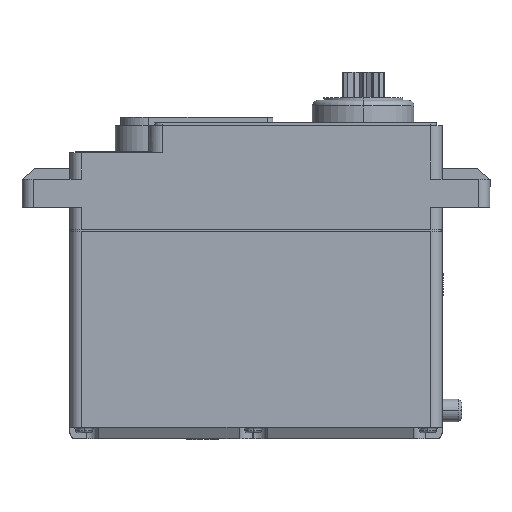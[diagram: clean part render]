
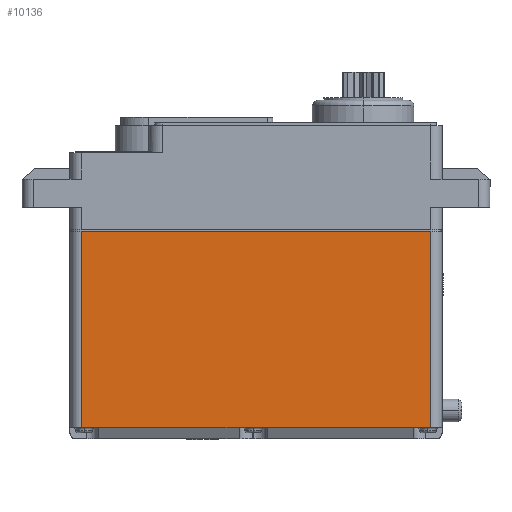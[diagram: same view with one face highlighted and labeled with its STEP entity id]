
A CAD part, top view. The second image highlights one B-rep face of the part: STEP entity #10136.
In plain terms, the highlighted planar face has unit normal (0, 0, 1).
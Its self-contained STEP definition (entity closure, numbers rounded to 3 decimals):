
#207 = ORIENTED_EDGE ( 'NONE', *, *, #10769, .T. ) ;
#208 = ORIENTED_EDGE ( 'NONE', *, *, #10770, .T. ) ;
#209 = ORIENTED_EDGE ( 'NONE', *, *, #10771, .F. ) ;
#210 = ORIENTED_EDGE ( 'NONE', *, *, #10772, .T. ) ;
#211 = ORIENTED_EDGE ( 'NONE', *, *, #10773, .F. ) ;
#212 = ORIENTED_EDGE ( 'NONE', *, *, #10774, .T. ) ;
#213 = ORIENTED_EDGE ( 'NONE', *, *, #10775, .F. ) ;
#214 = ORIENTED_EDGE ( 'NONE', *, *, #10776, .T. ) ;
#2029 = EDGE_LOOP ( 'NONE', ( #207, #208, #209, #210, #211, #212, #213, #214 ) ) ;
#2267 = VERTEX_POINT ( 'NONE', #6800 ) ;
#2269 = VERTEX_POINT ( 'NONE', #6802 ) ;
#2270 = VERTEX_POINT ( 'NONE', #6803 ) ;
#2271 = VERTEX_POINT ( 'NONE', #6804 ) ;
#2272 = VERTEX_POINT ( 'NONE', #6805 ) ;
#2273 = VERTEX_POINT ( 'NONE', #6806 ) ;
#2274 = VERTEX_POINT ( 'NONE', #6807 ) ;
#2276 = VERTEX_POINT ( 'NONE', #6809 ) ;
#6800 = CARTESIAN_POINT ( 'NONE',  ( 31., -4.2, 14.75 ) ) ;
#6802 = CARTESIAN_POINT ( 'NONE',  ( -31., -4.2, 14.75 ) ) ;
#6803 = CARTESIAN_POINT ( 'NONE',  ( 2., -39., 14.75 ) ) ;
#6804 = CARTESIAN_POINT ( 'NONE',  ( -28., -39., 14.75 ) ) ;
#6805 = CARTESIAN_POINT ( 'NONE',  ( -31., -39., 14.75 ) ) ;
#6806 = CARTESIAN_POINT ( 'NONE',  ( 31., -39., 14.75 ) ) ;
#6807 = CARTESIAN_POINT ( 'NONE',  ( -3., -39., 14.75 ) ) ;
#6809 = CARTESIAN_POINT ( 'NONE',  ( 28., -39., 14.75 ) ) ;
#9692 = PLANE ( 'NONE',  #10998 ) ;
#9694 = CARTESIAN_POINT ( 'NONE',  ( -39.5, 5., 14.75 ) ) ;
#9699 = DIRECTION ( 'NONE',  ( 0., 0., -1. ) ) ;
#9700 = DIRECTION ( 'NONE',  ( -1., 0., 0. ) ) ;
#10136 = ADVANCED_FACE ( 'NONE', ( #11355 ), #9692, .F. ) ;
#10769 = EDGE_CURVE ( 'NONE', #2267, #2269, #15321, .T. ) ;
#10770 = EDGE_CURVE ( 'NONE', #2269, #2272, #15307, .T. ) ;
#10771 = EDGE_CURVE ( 'NONE', #2271, #2272, #15325, .T. ) ;
#10772 = EDGE_CURVE ( 'NONE', #2271, #2274, #15327, .T. ) ;
#10773 = EDGE_CURVE ( 'NONE', #2270, #2274, #15329, .T. ) ;
#10774 = EDGE_CURVE ( 'NONE', #2270, #2276, #15331, .T. ) ;
#10775 = EDGE_CURVE ( 'NONE', #2273, #2276, #15333, .T. ) ;
#10776 = EDGE_CURVE ( 'NONE', #2273, #2267, #15335, .T. ) ;
#10998 = AXIS2_PLACEMENT_3D ( 'NONE', #9694, #9699, #9700 ) ;
#11355 = FACE_OUTER_BOUND ( 'NONE', #2029, .T. ) ;
#15307 = LINE ( 'NONE', #15790, #15326 ) ;
#15321 = LINE ( 'NONE', #15821, #15324 ) ;
#15324 = VECTOR ( 'NONE', #15822, 1000. ) ;
#15325 = LINE ( 'NONE', #15824, #15328 ) ;
#15326 = VECTOR ( 'NONE', #15823, 1000. ) ;
#15327 = LINE ( 'NONE', #15826, #15330 ) ;
#15328 = VECTOR ( 'NONE', #15825, 1000. ) ;
#15329 = LINE ( 'NONE', #15828, #15332 ) ;
#15330 = VECTOR ( 'NONE', #15827, 1000. ) ;
#15331 = LINE ( 'NONE', #15830, #15334 ) ;
#15332 = VECTOR ( 'NONE', #15829, 1000. ) ;
#15333 = LINE ( 'NONE', #15832, #15336 ) ;
#15334 = VECTOR ( 'NONE', #15831, 1000. ) ;
#15335 = LINE ( 'NONE', #15834, #15338 ) ;
#15336 = VECTOR ( 'NONE', #15833, 1000. ) ;
#15338 = VECTOR ( 'NONE', #15835, 1000. ) ;
#15790 = CARTESIAN_POINT ( 'NONE',  ( -31., 5., 14.75 ) ) ;
#15821 = CARTESIAN_POINT ( 'NONE',  ( 31., -4.2, 14.75 ) ) ;
#15822 = DIRECTION ( 'NONE',  ( -1., 0., 0. ) ) ;
#15823 = DIRECTION ( 'NONE',  ( 0., -1., 0. ) ) ;
#15824 = CARTESIAN_POINT ( 'NONE',  ( -33., -39., 14.75 ) ) ;
#15825 = DIRECTION ( 'NONE',  ( -1., 0., 0. ) ) ;
#15826 = CARTESIAN_POINT ( 'NONE',  ( -3., -39., 14.75 ) ) ;
#15827 = DIRECTION ( 'NONE',  ( 1., 0., 0. ) ) ;
#15828 = CARTESIAN_POINT ( 'NONE',  ( 2., -39., 14.75 ) ) ;
#15829 = DIRECTION ( 'NONE',  ( -1., 0., 0. ) ) ;
#15830 = CARTESIAN_POINT ( 'NONE',  ( 28., -39., 14.75 ) ) ;
#15831 = DIRECTION ( 'NONE',  ( 1., 0., 0. ) ) ;
#15832 = CARTESIAN_POINT ( 'NONE',  ( 33., -39., 14.75 ) ) ;
#15833 = DIRECTION ( 'NONE',  ( -1., 0., 0. ) ) ;
#15834 = CARTESIAN_POINT ( 'NONE',  ( 31., 5., 14.75 ) ) ;
#15835 = DIRECTION ( 'NONE',  ( 0., 1., 0. ) ) ;
